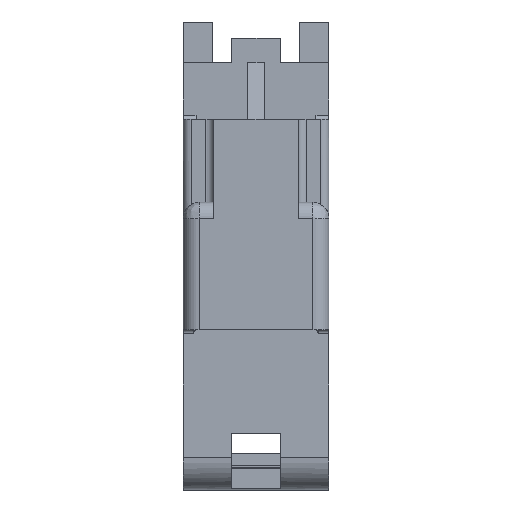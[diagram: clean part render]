
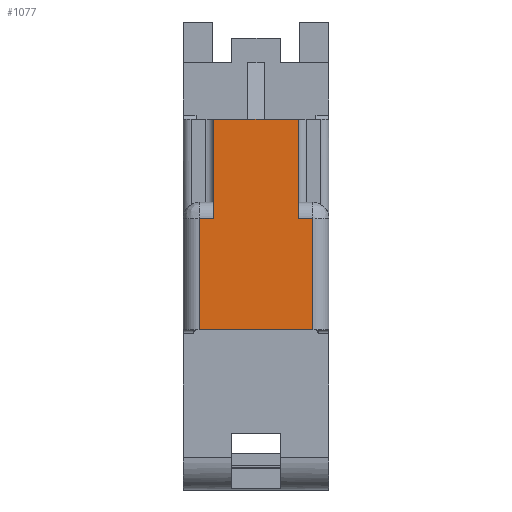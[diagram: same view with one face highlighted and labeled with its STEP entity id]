
A CAD part, left-side view. The second image highlights one B-rep face of the part: STEP entity #1077.
In plain terms, the highlighted planar face has unit normal (-1, 0, 0).
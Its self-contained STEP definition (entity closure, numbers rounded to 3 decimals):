
#765=FACE_OUTER_BOUND('',#1680,.T.);
#1077=ADVANCED_FACE('',(#765),#1380,.T.);
#1380=PLANE('',#8392);
#1680=EDGE_LOOP('',(#2444,#2445,#2446,#2447,#2448,#2449,#2450,#2451));
#2444=ORIENTED_EDGE('',*,*,#4745,.F.);
#2445=ORIENTED_EDGE('',*,*,#4744,.T.);
#2446=ORIENTED_EDGE('',*,*,#4729,.T.);
#2447=ORIENTED_EDGE('',*,*,#4732,.F.);
#2448=ORIENTED_EDGE('',*,*,#4746,.F.);
#2449=ORIENTED_EDGE('',*,*,#4747,.T.);
#2450=ORIENTED_EDGE('',*,*,#4722,.T.);
#2451=ORIENTED_EDGE('',*,*,#4710,.T.);
#4057=VERTEX_POINT('',#11543);
#4058=VERTEX_POINT('',#11545);
#4065=VERTEX_POINT('',#11580);
#4071=VERTEX_POINT('',#11595);
#4072=VERTEX_POINT('',#11597);
#4073=VERTEX_POINT('',#11601);
#4078=VERTEX_POINT('',#11637);
#4079=VERTEX_POINT('',#11642);
#4710=EDGE_CURVE('',#4058,#4057,#6372,.T.);
#4722=EDGE_CURVE('',#4065,#4058,#6377,.T.);
#4729=EDGE_CURVE('',#4072,#4071,#6382,.T.);
#4732=EDGE_CURVE('',#4073,#4071,#6384,.T.);
#4744=EDGE_CURVE('',#4078,#4072,#6389,.T.);
#4745=EDGE_CURVE('',#4078,#4057,#6390,.T.);
#4746=EDGE_CURVE('',#4079,#4073,#6391,.T.);
#4747=EDGE_CURVE('',#4079,#4065,#6392,.T.);
#6372=LINE('',#11544,#7278);
#6377=LINE('',#11581,#7283);
#6382=LINE('',#11596,#7288);
#6384=LINE('',#11603,#7290);
#6389=LINE('',#11638,#7295);
#6390=LINE('',#11640,#7296);
#6391=LINE('',#11641,#7297);
#6392=LINE('',#11643,#7298);
#7278=VECTOR('',#9400,1.);
#7283=VECTOR('',#9423,1.);
#7288=VECTOR('',#9436,1.);
#7290=VECTOR('',#9442,1.);
#7295=VECTOR('',#9469,1.);
#7296=VECTOR('',#9472,1.);
#7297=VECTOR('',#9473,1.);
#7298=VECTOR('',#9474,1.);
#8392=AXIS2_PLACEMENT_3D('',#11644,#9475,#9476);
#9400=DIRECTION('',(0.,0.,-1.));
#9423=DIRECTION('',(0.,1.,0.));
#9436=DIRECTION('',(0.,1.,0.));
#9442=DIRECTION('',(0.,0.,-1.));
#9469=DIRECTION('',(0.,0.,1.));
#9472=DIRECTION('',(0.,1.,0.));
#9473=DIRECTION('',(0.,-1.,0.));
#9474=DIRECTION('',(0.,0.,-1.));
#9475=DIRECTION('',(-1.,0.,0.));
#9476=DIRECTION('',(0.,0.,1.));
#11543=CARTESIAN_POINT('',(-21.7,7.,0.));
#11544=CARTESIAN_POINT('',(-21.7,7.,13.7));
#11545=CARTESIAN_POINT('',(-21.7,7.,13.7));
#11580=CARTESIAN_POINT('',(-21.7,5.2,13.7));
#11581=CARTESIAN_POINT('',(-21.7,6.2,13.7));
#11595=CARTESIAN_POINT('',(-21.7,-5.2,13.7));
#11596=CARTESIAN_POINT('',(-21.7,-7.,13.7));
#11597=CARTESIAN_POINT('',(-21.7,-7.,13.7));
#11601=CARTESIAN_POINT('',(-21.7,-5.2,25.95));
#11603=CARTESIAN_POINT('',(-21.7,-5.2,14.935));
#11637=CARTESIAN_POINT('',(-21.7,-7.,0.));
#11638=CARTESIAN_POINT('',(-21.7,-7.,0.5));
#11640=CARTESIAN_POINT('',(-21.7,-9.,0.));
#11641=CARTESIAN_POINT('',(-21.7,-9.1,25.95));
#11642=CARTESIAN_POINT('',(-21.7,5.2,25.95));
#11643=CARTESIAN_POINT('',(-21.7,5.2,-0.1));
#11644=CARTESIAN_POINT('',(-21.7,-9.1,-0.1));
